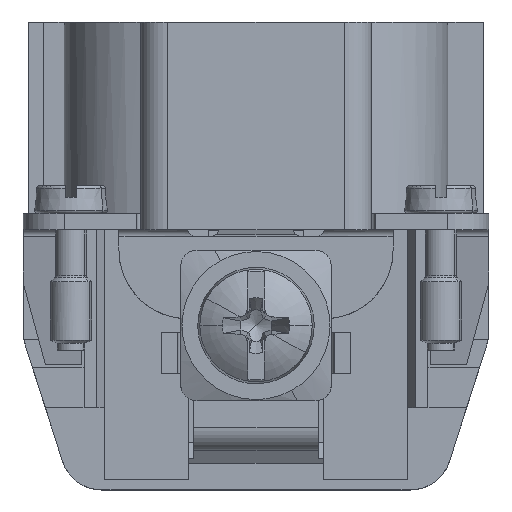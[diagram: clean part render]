
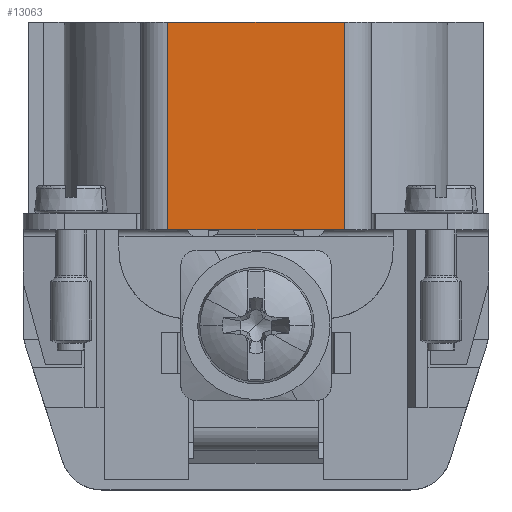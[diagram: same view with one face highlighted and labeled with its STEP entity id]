
A CAD part, front view. The second image highlights one B-rep face of the part: STEP entity #13063.
In plain terms, the highlighted planar face has unit normal (0, -1, 0).
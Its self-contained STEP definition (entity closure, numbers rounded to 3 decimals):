
#13050=AXIS2_PLACEMENT_3D('Plane Axis2P3D',#13047,#13048,#13049) ;
#12183=CARTESIAN_POINT('Vertex',(23.45,0.711,19.)) ;
#12186=CARTESIAN_POINT('Line Origine',(17.,0.711,19.)) ;
#12190=CARTESIAN_POINT('Vertex',(10.55,0.711,19.)) ;
#12790=CARTESIAN_POINT('Line Origine',(10.55,0.711,26.575)) ;
#12794=CARTESIAN_POINT('Vertex',(10.55,0.711,34.15)) ;
#13032=CARTESIAN_POINT('Vertex',(23.45,0.711,34.15)) ;
#13035=CARTESIAN_POINT('Line Origine',(23.45,0.711,26.575)) ;
#13047=CARTESIAN_POINT('Axis2P3D Location',(8.55,0.711,35.2)) ;
#13052=CARTESIAN_POINT('Line Origine',(17.,0.711,34.15)) ;
#12187=DIRECTION('Vector Direction',(1.,0.,0.)) ;
#12791=DIRECTION('Vector Direction',(0.,0.,-1.)) ;
#13036=DIRECTION('Vector Direction',(0.,0.,-1.)) ;
#13048=DIRECTION('Axis2P3D Direction',(0.,1.,0.)) ;
#13049=DIRECTION('Axis2P3D XDirection',(1.,0.,0.)) ;
#13053=DIRECTION('Vector Direction',(-1.,0.,0.)) ;
#12188=VECTOR('Line Direction',#12187,1.) ;
#12792=VECTOR('Line Direction',#12791,1.) ;
#13037=VECTOR('Line Direction',#13036,1.) ;
#13054=VECTOR('Line Direction',#13053,1.) ;
#13058=ORIENTED_EDGE('',*,*,#13039,.F.) ;
#13059=ORIENTED_EDGE('',*,*,#13056,.T.) ;
#13060=ORIENTED_EDGE('',*,*,#12796,.T.) ;
#13061=ORIENTED_EDGE('',*,*,#12192,.T.) ;
#13063=ADVANCED_FACE('Hauptk\X2\00F6\X0\rper',(#13062),#13051,.F.) ;
#12192=EDGE_CURVE('',#12191,#12184,#12189,.T.) ;
#12796=EDGE_CURVE('',#12795,#12191,#12793,.T.) ;
#13039=EDGE_CURVE('',#13033,#12184,#13038,.T.) ;
#13056=EDGE_CURVE('',#13033,#12795,#13055,.T.) ;
#13057=EDGE_LOOP('',(#13058,#13059,#13060,#13061)) ;
#13062=FACE_OUTER_BOUND('',#13057,.T.) ;
#12189=LINE('Line',#12186,#12188) ;
#12793=LINE('Line',#12790,#12792) ;
#13038=LINE('Line',#13035,#13037) ;
#13055=LINE('Line',#13052,#13054) ;
#13051=PLANE('',#13050) ;
#12184=VERTEX_POINT('',#12183) ;
#12191=VERTEX_POINT('',#12190) ;
#12795=VERTEX_POINT('',#12794) ;
#13033=VERTEX_POINT('',#13032) ;
